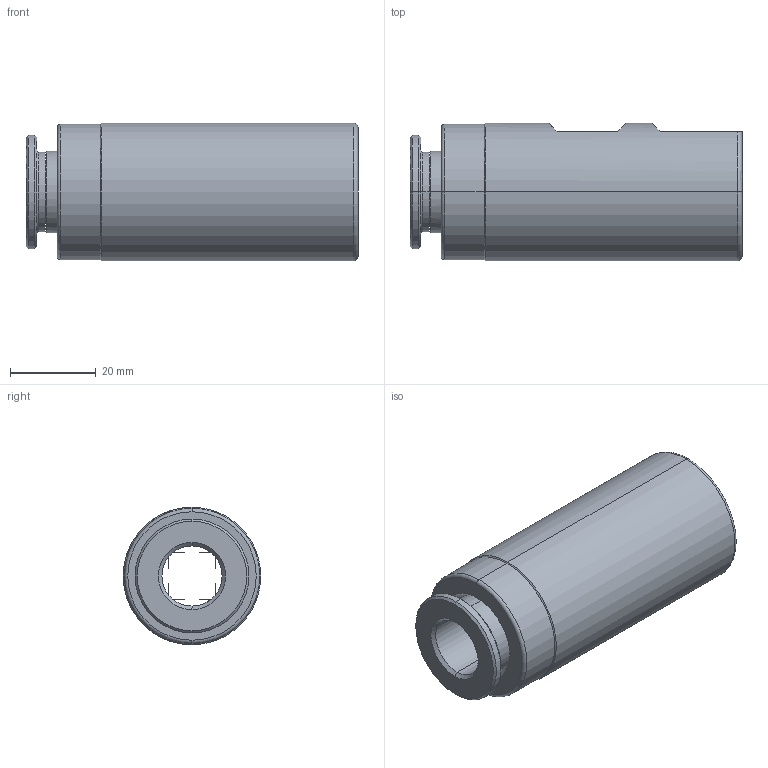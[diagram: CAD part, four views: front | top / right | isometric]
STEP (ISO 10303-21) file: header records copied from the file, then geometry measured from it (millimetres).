
FILE_DESCRIPTION (( 'STEP AP203' ), '1' );
FILE_NAME ('90-S.16.32.1411.STEP', '2019-04-16T07:05:58', ( 'Acer' ), ( '' ), 'SwSTEP 2.0', 'SolidWorks 2018', '' );
FILE_SCHEMA (( 'CONFIG_CONTROL_DESIGN' ));
Length unit declared in the file: millimetre
Products named in the file (1): 90-S.16.32.1411
Bounding box: 77.24 x 32 x 32 mm (x, y, z)
Surface area: 12376.5 mm2 (no closed solid volume)
Topology: 0 solids, 3 shells, 53 faces, 155 edges, 107 vertices
Faces by surface type: cylinder 17, plane 17, cone 10, torus 9
Entity records: 2026 total; most frequent: CARTESIAN_POINT 564, DIRECTION 299, ORIENTED_EDGE 259, EDGE_CURVE 155, AXIS2_PLACEMENT_3D 120, VERTEX_POINT 107, CIRCLE 66, EDGE_LOOP 61
